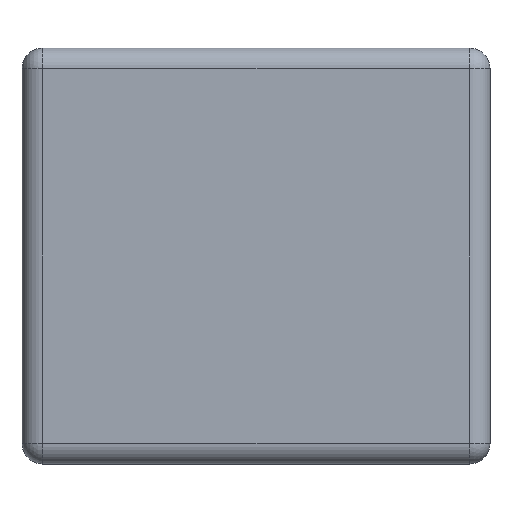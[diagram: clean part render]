
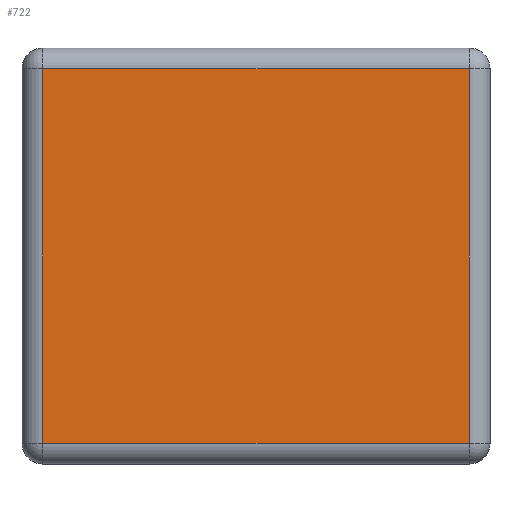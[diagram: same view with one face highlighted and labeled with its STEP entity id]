
A CAD part, left-side view. The second image highlights one B-rep face of the part: STEP entity #722.
In plain terms, the highlighted planar face has unit normal (-1, 0, 0).
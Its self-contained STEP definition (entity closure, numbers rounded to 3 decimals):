
#536=CARTESIAN_POINT('',(-0.8,0.04,0.36));
#537=VERTEX_POINT('',#536);
#553=CARTESIAN_POINT('',(-0.8,0.86,0.36));
#554=VERTEX_POINT('',#553);
#562=CARTESIAN_POINT('',(-0.8,0.04,0.36));
#563=DIRECTION('',(-0.,1.,0.));
#564=VECTOR('',#563,0.82);
#565=LINE('',#562,#564);
#566=EDGE_CURVE('',#537,#554,#565,.T.);
#673=CARTESIAN_POINT('',(-0.8,0.04,-0.36));
#674=VERTEX_POINT('',#673);
#675=CARTESIAN_POINT('',(-0.8,0.04,-0.36));
#676=DIRECTION('',(0.,-0.,1.));
#677=VECTOR('',#676,0.72);
#678=LINE('',#675,#677);
#679=EDGE_CURVE('',#674,#537,#678,.T.);
#699=CARTESIAN_POINT('',(-0.8,0.9,-0.4));
#700=DIRECTION('',(1.,0.,0.));
#701=DIRECTION('',(0.,1.,0.));
#702=AXIS2_PLACEMENT_3D('',#699,#700,#701);
#703=PLANE('',#702);
#704=CARTESIAN_POINT('',(-0.8,0.86,-0.36));
#705=VERTEX_POINT('',#704);
#706=CARTESIAN_POINT('',(-0.8,0.86,0.36));
#707=DIRECTION('',(0.,0.,-1.));
#708=VECTOR('',#707,0.72);
#709=LINE('',#706,#708);
#710=EDGE_CURVE('',#554,#705,#709,.T.);
#711=ORIENTED_EDGE('',*,*,#710,.T.);
#712=CARTESIAN_POINT('',(-0.8,0.86,-0.36));
#713=DIRECTION('',(0.,-1.,0.));
#714=VECTOR('',#713,0.82);
#715=LINE('',#712,#714);
#716=EDGE_CURVE('',#705,#674,#715,.T.);
#717=ORIENTED_EDGE('',*,*,#716,.T.);
#718=ORIENTED_EDGE('',*,*,#679,.T.);
#719=ORIENTED_EDGE('',*,*,#566,.T.);
#720=EDGE_LOOP('',(#711,#717,#718,#719));
#721=FACE_BOUND('',#720,.T.);
#722=ADVANCED_FACE('',(#721),#703,.F.);
